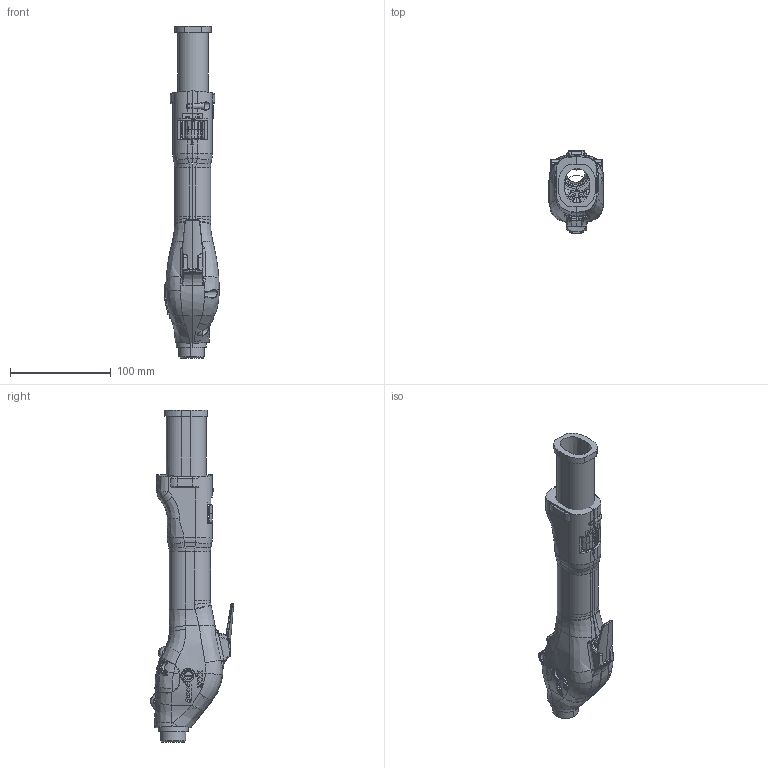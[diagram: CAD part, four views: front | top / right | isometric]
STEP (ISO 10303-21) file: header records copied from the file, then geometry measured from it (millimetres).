
FILE_DESCRIPTION (( 'STEP AP214' ), '1' );
FILE_NAME ('ALUMAPRO OLD.STEP', '2020-05-26T20:51:53', ( '' ), ( '' ), 'SwSTEP 2.0', 'SolidWorks 2017', '' );
FILE_SCHEMA (( 'AUTOMOTIVE_DESIGN' ));
Length unit declared in the file: millimetre
Products named in the file (1): ALUMAPRO OLD
Bounding box: 53.89 x 82.57 x 329.01 mm (x, y, z)
Surface area: 74736.6 mm2 (no closed solid volume)
Topology: 0 solids, 31 shells, 1312 faces, 4409 edges, 3057 vertices
Faces by surface type: plane 514, bspline 455, cylinder 207, cone 98, torus 36, sphere 2
Entity records: 80212 total; most frequent: CARTESIAN_POINT 33570, ORIENTED_EDGE 7391, DIRECTION 4987, EDGE_CURVE 4401, VERTEX_POINT 3057, LINE 1791, VECTOR 1791, AXIS2_PLACEMENT_3D 1598
